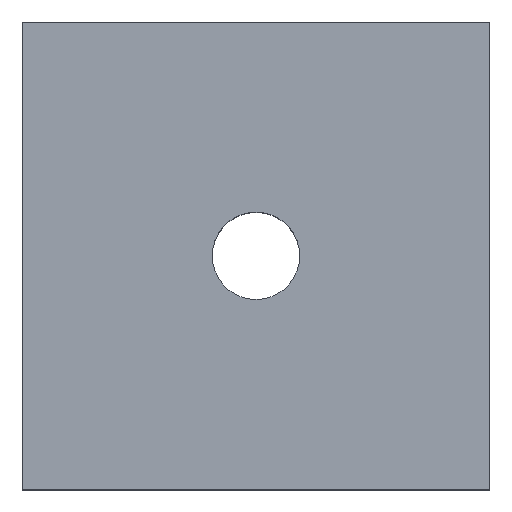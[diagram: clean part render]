
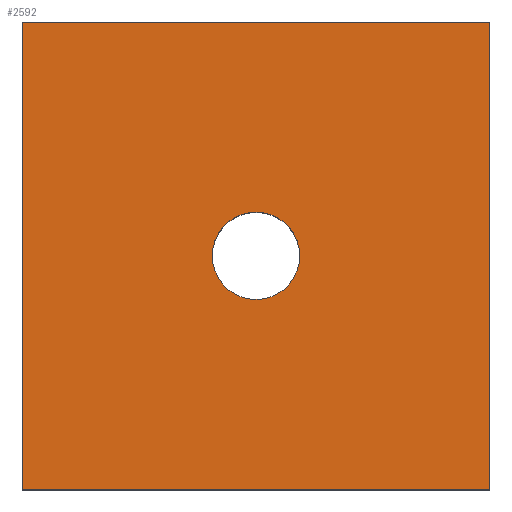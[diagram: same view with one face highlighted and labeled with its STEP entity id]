
A CAD part, top view. The second image highlights one B-rep face of the part: STEP entity #2592.
In plain terms, the highlighted planar face has unit normal (0, 0, 1).
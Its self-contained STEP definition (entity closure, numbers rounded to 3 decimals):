
#2476 = VERTEX_POINT('',#2477);
#2477 = CARTESIAN_POINT('',(-4.825,6.725,11.1));
#2483 = EDGE_CURVE('',#2476,#2484,#2486,.T.);
#2484 = VERTEX_POINT('',#2485);
#2485 = CARTESIAN_POINT('',(23.725,6.725,11.1));
#2486 = LINE('',#2487,#2488);
#2487 = CARTESIAN_POINT('',(-4.825,6.725,11.1));
#2488 = VECTOR('',#2489,1.);
#2489 = DIRECTION('',(1.,0.,0.));
#2507 = VERTEX_POINT('',#2508);
#2508 = CARTESIAN_POINT('',(-4.825,-21.825,11.1));
#2514 = EDGE_CURVE('',#2507,#2476,#2515,.T.);
#2515 = LINE('',#2516,#2517);
#2516 = CARTESIAN_POINT('',(-4.825,-21.825,11.1));
#2517 = VECTOR('',#2518,1.);
#2518 = DIRECTION('',(0.,1.,0.));
#2531 = EDGE_CURVE('',#2484,#2532,#2534,.T.);
#2532 = VERTEX_POINT('',#2533);
#2533 = CARTESIAN_POINT('',(23.725,-21.825,11.1));
#2534 = LINE('',#2535,#2536);
#2535 = CARTESIAN_POINT('',(23.725,6.725,11.1));
#2536 = VECTOR('',#2537,1.);
#2537 = DIRECTION('',(0.,-1.,0.));
#2555 = EDGE_CURVE('',#2532,#2507,#2556,.T.);
#2556 = LINE('',#2557,#2558);
#2557 = CARTESIAN_POINT('',(23.725,-21.825,11.1));
#2558 = VECTOR('',#2559,1.);
#2559 = DIRECTION('',(-1.,0.,0.));
#2572 = VERTEX_POINT('',#2573);
#2573 = CARTESIAN_POINT('',(12.118,-7.55,11.1));
#2579 = EDGE_CURVE('',#2572,#2572,#2580,.T.);
#2580 = CIRCLE('',#2581,2.668);
#2581 = AXIS2_PLACEMENT_3D('',#2582,#2583,#2584);
#2582 = CARTESIAN_POINT('',(9.45,-7.55,11.1));
#2583 = DIRECTION('',(0.,0.,1.));
#2584 = DIRECTION('',(1.,0.,0.));
#2592 = ADVANCED_FACE('',(#2593,#2599),#2602,.F.);
#2593 = FACE_BOUND('',#2594,.F.);
#2594 = EDGE_LOOP('',(#2595,#2596,#2597,#2598));
#2595 = ORIENTED_EDGE('',*,*,#2483,.T.);
#2596 = ORIENTED_EDGE('',*,*,#2531,.T.);
#2597 = ORIENTED_EDGE('',*,*,#2555,.T.);
#2598 = ORIENTED_EDGE('',*,*,#2514,.T.);
#2599 = FACE_BOUND('',#2600,.F.);
#2600 = EDGE_LOOP('',(#2601));
#2601 = ORIENTED_EDGE('',*,*,#2579,.T.);
#2602 = PLANE('',#2603);
#2603 = AXIS2_PLACEMENT_3D('',#2604,#2605,#2606);
#2604 = CARTESIAN_POINT('',(9.45,-7.55,11.1));
#2605 = DIRECTION('',(-0.,-0.,-1.));
#2606 = DIRECTION('',(-1.,0.,0.));
